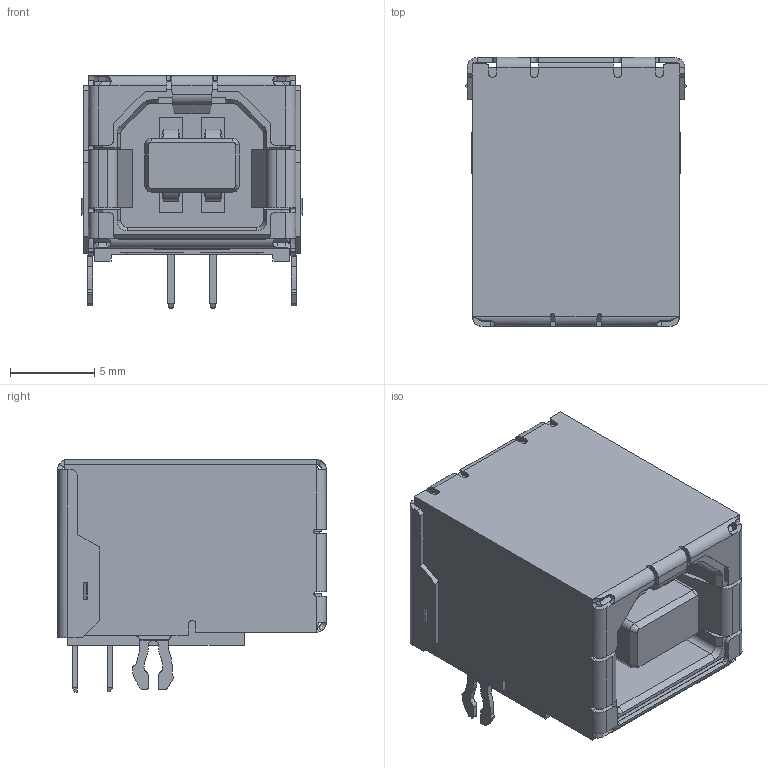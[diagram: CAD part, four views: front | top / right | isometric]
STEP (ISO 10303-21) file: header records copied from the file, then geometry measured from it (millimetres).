
FILE_DESCRIPTION(('STEP AP214'), '1');
FILE_NAME('USB-B-i61729', '', ('UNSPECIFIED'), ('UNSPECIFIED'), 'ASCON STEP Converter 1.6', 'ASCON Math Kernel', '');
FILE_SCHEMA(('AUTOMOTIVE_DESIGN { 1 0 10303 214 3 1 1}'));
Length unit declared in the file: millimetre
Assembly tree (1 placements, depth 2):
  (unnamed)
    (unnamed)
Bounding box: 13.12 x 15.94 x 13.8 mm (x, y, z)
Volume: 1522.6 mm3; surface area: 2936.6 mm2
Topology: 1 solids, 1 shells, 695 faces, 1917 edges, 1212 vertices
Faces by surface type: plane 473, cylinder 162, bspline 46, cone 10, extrusion 4
Entity records: 30164 total; most frequent: CARTESIAN_POINT 6989, ORIENTED_EDGE 3834, DIRECTION 3354, EDGE_CURVE 1917, VECTOR 1508, LINE 1504, VERTEX_POINT 1212, AXIS2_PLACEMENT_3D 923
